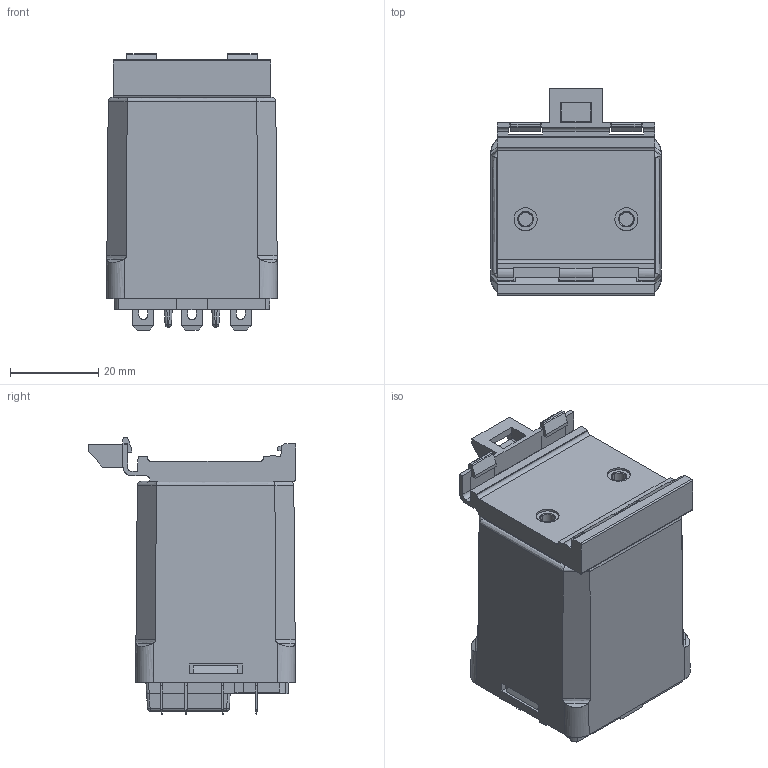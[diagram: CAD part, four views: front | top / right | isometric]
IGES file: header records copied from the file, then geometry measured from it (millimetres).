
Start section: SolidWorks IGES file using analytic representation for surfaces
Global section: file name: RUC 4,8x0,5 z adapterem poziomym.IGS; native system: SolidWorks 2016; preprocessor: SolidWorks 2016; author: pikusl; date: 160616.140256; units: millimetre
Bounding box: 38.65 x 46.8 x 62.45 mm (x, y, z)
Surface area: 23300.4 mm2 (no closed solid volume)
Topology: 0 solids, 0 shells, 804 faces, 7251 edges, 7243 vertices
Faces by surface type: bspline 605, revolution 199
